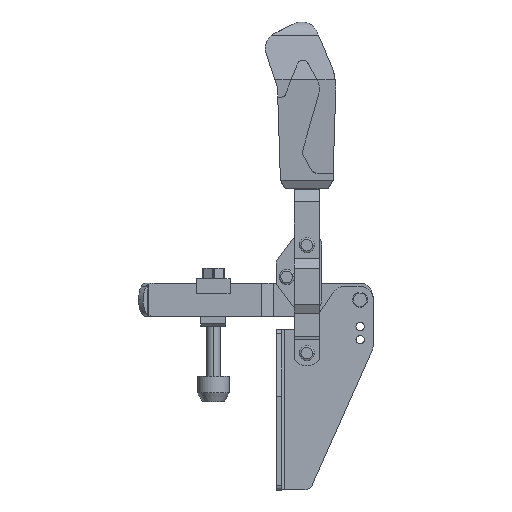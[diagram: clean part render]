
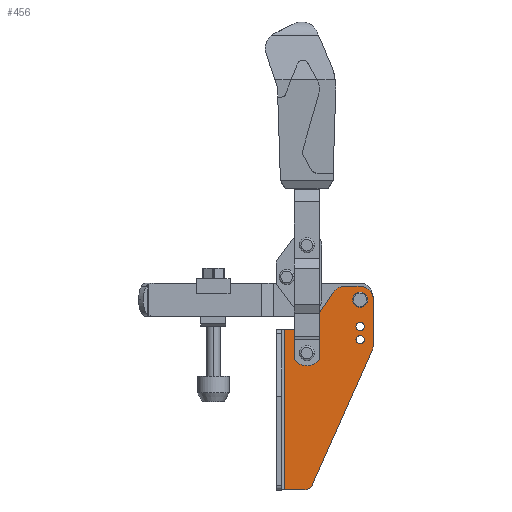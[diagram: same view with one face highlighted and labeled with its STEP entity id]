
A CAD part, top view. The second image highlights one B-rep face of the part: STEP entity #456.
In plain terms, the highlighted planar face has unit normal (0, 0, 1).
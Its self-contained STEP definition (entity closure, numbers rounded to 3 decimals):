
#456=ADVANCED_FACE('NONE',(#1268,#1269,#1270,#1271,#1272),#1273,.F.);
#1268=FACE_OUTER_BOUND('',#2499,.T.);
#1269=FACE_BOUND('',#2500,.T.);
#1270=FACE_BOUND('',#2501,.T.);
#1271=FACE_BOUND('',#2502,.T.);
#1272=FACE_BOUND('',#2503,.T.);
#1273=PLANE('',#2504);
#2499=EDGE_LOOP('',(#3802,#3803,#3804,#3805,#3806,#3807,#3808,#3809,#3810,#3811,#3812,#3813));
#2500=EDGE_LOOP('',(#3814,#3815));
#2501=EDGE_LOOP('',(#3816,#3817));
#2502=EDGE_LOOP('',(#3818,#3819));
#2503=EDGE_LOOP('',(#3820,#3821));
#2504=AXIS2_PLACEMENT_3D('',#3822,#3823,#3824);
#3802=ORIENTED_EDGE('',*,*,#7215,.F.);
#3803=ORIENTED_EDGE('',*,*,#7216,.T.);
#3804=ORIENTED_EDGE('',*,*,#7217,.T.);
#3805=ORIENTED_EDGE('',*,*,#7218,.T.);
#3806=ORIENTED_EDGE('',*,*,#7219,.T.);
#3807=ORIENTED_EDGE('',*,*,#7220,.T.);
#3808=ORIENTED_EDGE('',*,*,#7221,.T.);
#3809=ORIENTED_EDGE('',*,*,#7222,.F.);
#3810=ORIENTED_EDGE('',*,*,#7223,.T.);
#3811=ORIENTED_EDGE('',*,*,#7224,.F.);
#3812=ORIENTED_EDGE('',*,*,#7225,.T.);
#3813=ORIENTED_EDGE('',*,*,#7226,.T.);
#3814=ORIENTED_EDGE('',*,*,#7227,.F.);
#3815=ORIENTED_EDGE('',*,*,#7120,.F.);
#3816=ORIENTED_EDGE('',*,*,#7228,.F.);
#3817=ORIENTED_EDGE('',*,*,#7115,.F.);
#3818=ORIENTED_EDGE('',*,*,#7229,.F.);
#3819=ORIENTED_EDGE('',*,*,#7165,.F.);
#3820=ORIENTED_EDGE('',*,*,#7230,.T.);
#3821=ORIENTED_EDGE('',*,*,#7193,.T.);
#3822=CARTESIAN_POINT('',(-45.5,8.0,7.0));
#3823=DIRECTION('',(0.0,0.0,-1.0));
#3824=DIRECTION('',(0.0,-1.0,0.0));
#7115=EDGE_CURVE('NONE',#8478,#8480,#8481,.T.);
#7120=EDGE_CURVE('NONE',#8487,#8489,#8490,.T.);
#7165=EDGE_CURVE('NONE',#8566,#8568,#8569,.T.);
#7193=EDGE_CURVE('NONE',#8613,#8614,#8615,.T.);
#7215=EDGE_CURVE('NONE',#8649,#8650,#8651,.T.);
#7216=EDGE_CURVE('NONE',#8649,#8652,#8653,.T.);
#7217=EDGE_CURVE('NONE',#8652,#8654,#8655,.T.);
#7218=EDGE_CURVE('NONE',#8654,#8656,#8657,.T.);
#7219=EDGE_CURVE('NONE',#8656,#8658,#8659,.T.);
#7220=EDGE_CURVE('NONE',#8658,#8660,#8661,.T.);
#7221=EDGE_CURVE('NONE',#8660,#8662,#8663,.T.);
#7222=EDGE_CURVE('NONE',#8664,#8662,#8665,.T.);
#7223=EDGE_CURVE('NONE',#8664,#8666,#8667,.T.);
#7224=EDGE_CURVE('NONE',#8668,#8666,#8669,.T.);
#7225=EDGE_CURVE('NONE',#8668,#8670,#8671,.T.);
#7226=EDGE_CURVE('NONE',#8670,#8650,#8672,.T.);
#7227=EDGE_CURVE('NONE',#8489,#8487,#8673,.T.);
#7228=EDGE_CURVE('NONE',#8480,#8478,#8674,.T.);
#7229=EDGE_CURVE('NONE',#8568,#8566,#8675,.T.);
#7230=EDGE_CURVE('NONE',#8614,#8613,#8676,.T.);
#8478=VERTEX_POINT('NONE',#10478);
#8480=VERTEX_POINT('NONE',#10481);
#8481=CIRCLE('',#10482,2.5);
#8487=VERTEX_POINT('NONE',#10489);
#8489=VERTEX_POINT('NONE',#10492);
#8490=CIRCLE('',#10493,2.5);
#8566=VERTEX_POINT('NONE',#10586);
#8568=VERTEX_POINT('NONE',#10589);
#8569=CIRCLE('',#10590,3.0);
#8613=VERTEX_POINT('NONE',#10641);
#8614=VERTEX_POINT('NONE',#10642);
#8615=CIRCLE('',#10643,4.5);
#8649=VERTEX_POINT('NONE',#10686);
#8650=VERTEX_POINT('NONE',#10687);
#8651=CIRCLE('',#10688,12.0);
#8652=VERTEX_POINT('NONE',#10689);
#8653=LINE('',#10690,#10691);
#8654=VERTEX_POINT('NONE',#10692);
#8655=LINE('',#10693,#10694);
#8656=VERTEX_POINT('NONE',#10695);
#8657=LINE('',#10696,#10697);
#8658=VERTEX_POINT('NONE',#10698);
#8659=CIRCLE('',#10699,5.0);
#8660=VERTEX_POINT('NONE',#10700);
#8661=LINE('',#10701,#10702);
#8662=VERTEX_POINT('NONE',#10703);
#8663=CIRCLE('',#10704,15.0);
#8664=VERTEX_POINT('NONE',#10705);
#8665=LINE('',#10706,#10707);
#8666=VERTEX_POINT('NONE',#10708);
#8667=CIRCLE('',#10709,8.0);
#8668=VERTEX_POINT('NONE',#10710);
#8669=LINE('',#10711,#10712);
#8670=VERTEX_POINT('NONE',#10713);
#8671=CIRCLE('',#10714,8.0);
#8672=LINE('',#10715,#10716);
#8673=CIRCLE('',#10717,2.5);
#8674=CIRCLE('',#10718,2.5);
#8675=CIRCLE('',#10719,3.0);
#8676=CIRCLE('',#10720,4.5);
#10478=CARTESIAN_POINT('',(2.5,-24.0,7.0));
#10481=CARTESIAN_POINT('',(-2.5,-24.0,7.0));
#10482=AXIS2_PLACEMENT_3D('',#13910,#13911,#13912);
#10489=CARTESIAN_POINT('',(2.5,-16.0,7.0));
#10492=CARTESIAN_POINT('',(-2.5,-16.0,7.0));
#10493=AXIS2_PLACEMENT_3D('',#13918,#13919,#13920);
#10586=CARTESIAN_POINT('',(-29.0,-32.0,7.0));
#10589=CARTESIAN_POINT('',(-35.0,-32.0,7.0));
#10590=AXIS2_PLACEMENT_3D('',#13990,#13991,#13992);
#10641=CARTESIAN_POINT('',(4.5,0.0,7.0));
#10642=CARTESIAN_POINT('',(-4.5,0.0,7.0));
#10643=AXIS2_PLACEMENT_3D('',#14042,#14043,#14044);
#10686=CARTESIAN_POINT('',(-38.0,-18.0,7.0));
#10687=CARTESIAN_POINT('',(-28.139,-12.839,7.0));
#10688=AXIS2_PLACEMENT_3D('',#14084,#14085,#14086);
#10689=CARTESIAN_POINT('',(-45.5,-18.0,7.0));
#10690=CARTESIAN_POINT('',(-45.5,-18.0,7.0));
#10691=VECTOR('',#14087,1000.0);
#10692=CARTESIAN_POINT('',(-45.5,-114.0,7.0));
#10693=CARTESIAN_POINT('',(-45.5,8.0,7.0));
#10694=VECTOR('',#14088,1000.0);
#10695=CARTESIAN_POINT('',(-33.247,-114.0,7.0));
#10696=CARTESIAN_POINT('',(-45.5,-114.0,7.0));
#10697=VECTOR('',#14089,1000.0);
#10698=CARTESIAN_POINT('',(-28.679,-111.034,7.0));
#10699=AXIS2_PLACEMENT_3D('',#14090,#14091,#14092);
#10700=CARTESIAN_POINT('',(6.703,-31.563,7.0));
#10701=CARTESIAN_POINT('',(12.768,-17.942,7.0));
#10702=VECTOR('',#14093,1000.0);
#10703=CARTESIAN_POINT('',(8.0,-25.462,7.0));
#10704=AXIS2_PLACEMENT_3D('',#14094,#14095,#14096);
#10705=CARTESIAN_POINT('',(8.0,0.0,7.0));
#10706=CARTESIAN_POINT('',(8.0,8.0,7.0));
#10707=VECTOR('',#14097,1000.0);
#10708=CARTESIAN_POINT('',(0.0,8.0,7.0));
#10709=AXIS2_PLACEMENT_3D('',#14098,#14099,#14100);
#10710=CARTESIAN_POINT('',(-9.5,8.0,7.0));
#10711=CARTESIAN_POINT('',(-45.5,8.0,7.0));
#10712=VECTOR('',#14101,1000.0);
#10713=CARTESIAN_POINT('',(-16.074,4.559,7.0));
#10714=AXIS2_PLACEMENT_3D('',#14102,#14103,#14104);
#10715=CARTESIAN_POINT('',(-24.019,-6.897,7.0));
#10716=VECTOR('',#14105,1000.0);
#10717=AXIS2_PLACEMENT_3D('',#14106,#14107,#14108);
#10718=AXIS2_PLACEMENT_3D('',#14109,#14110,#14111);
#10719=AXIS2_PLACEMENT_3D('',#14112,#14113,#14114);
#10720=AXIS2_PLACEMENT_3D('',#14115,#14116,#14117);
#13910=CARTESIAN_POINT('',(0.0,-24.0,7.0));
#13911=DIRECTION('',(0.0,0.0,1.0));
#13912=DIRECTION('',(-1.0,0.0,0.0));
#13918=CARTESIAN_POINT('',(0.0,-16.0,7.0));
#13919=DIRECTION('',(0.0,0.0,1.0));
#13920=DIRECTION('',(-1.0,0.0,0.0));
#13990=CARTESIAN_POINT('',(-32.0,-32.0,7.0));
#13991=DIRECTION('',(0.0,0.0,1.0));
#13992=DIRECTION('',(-1.0,0.0,0.0));
#14042=CARTESIAN_POINT('',(0.0,0.0,7.0));
#14043=DIRECTION('',(0.0,0.0,-1.0));
#14044=DIRECTION('',(-1.0,0.0,0.0));
#14084=CARTESIAN_POINT('',(-38.0,-6.0,7.0));
#14085=DIRECTION('',(0.0,0.0,1.0));
#14086=DIRECTION('',(-1.0,0.0,0.0));
#14087=DIRECTION('',(-1.0,0.0,0.0));
#14088=DIRECTION('',(0.0,-1.0,0.0));
#14089=DIRECTION('',(1.0,0.0,0.0));
#14090=CARTESIAN_POINT('',(-33.247,-109.0,7.0));
#14091=DIRECTION('',(0.0,0.0,1.0));
#14092=DIRECTION('',(-1.0,0.0,0.0));
#14093=DIRECTION('',(0.407,0.914,0.0));
#14094=CARTESIAN_POINT('',(-7.0,-25.462,7.0));
#14095=DIRECTION('',(0.0,0.0,1.0));
#14096=DIRECTION('',(-1.0,0.0,0.0));
#14097=DIRECTION('',(0.0,-1.0,0.0));
#14098=CARTESIAN_POINT('',(0.0,0.0,7.0));
#14099=DIRECTION('',(0.0,0.0,1.0));
#14100=DIRECTION('',(-1.0,0.0,0.0));
#14101=DIRECTION('',(1.0,0.0,0.0));
#14102=CARTESIAN_POINT('',(-9.5,0.0,7.0));
#14103=DIRECTION('',(0.0,0.0,1.0));
#14104=DIRECTION('',(-1.0,0.0,0.0));
#14105=DIRECTION('',(-0.57,-0.822,0.0));
#14106=CARTESIAN_POINT('',(0.0,-16.0,7.0));
#14107=DIRECTION('',(0.0,0.0,1.0));
#14108=DIRECTION('',(-1.0,0.0,0.0));
#14109=CARTESIAN_POINT('',(0.0,-24.0,7.0));
#14110=DIRECTION('',(0.0,0.0,1.0));
#14111=DIRECTION('',(-1.0,0.0,0.0));
#14112=CARTESIAN_POINT('',(-32.0,-32.0,7.0));
#14113=DIRECTION('',(0.0,0.0,1.0));
#14114=DIRECTION('',(-1.0,0.0,0.0));
#14115=CARTESIAN_POINT('',(0.0,0.0,7.0));
#14116=DIRECTION('',(0.0,0.0,-1.0));
#14117=DIRECTION('',(-1.0,0.0,0.0));
